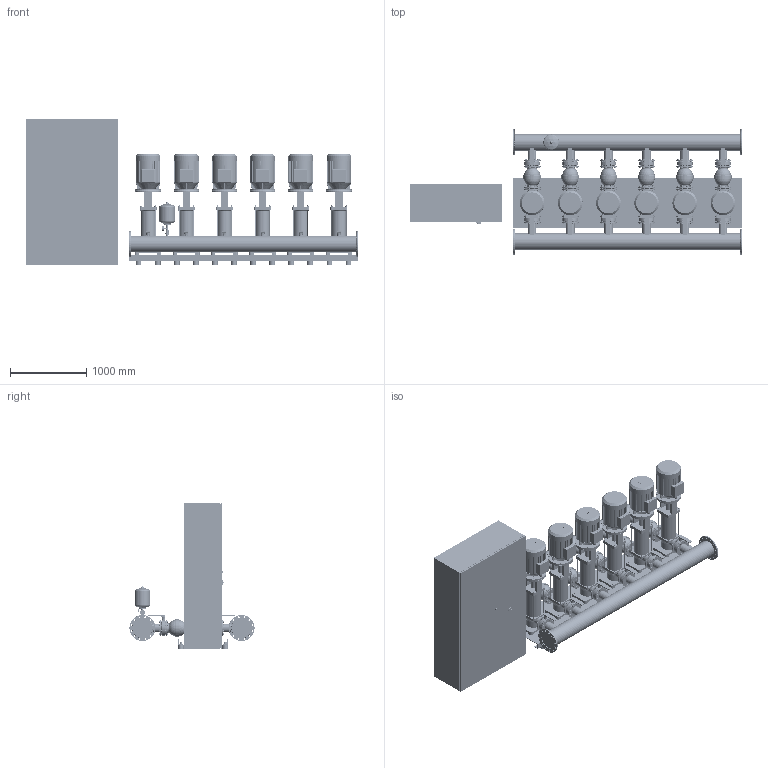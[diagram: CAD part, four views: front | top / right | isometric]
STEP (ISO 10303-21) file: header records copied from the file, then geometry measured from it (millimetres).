
FILE_DESCRIPTION((''),'2;1');
FILE_NAME('3d_COR-6MVI7003_2-2523297.stp','2011-08-30T07:18:44',(''),(''),'Mechanical Desktop 2009','Mechanical Desktop 2009',', , ');
FILE_SCHEMA(('CONFIG_CONTROL_DESIGN'));
Length unit declared in the file: millimetre
Products named in the file (1): Product
Bounding box: 4350 x 1639.55 x 1900 mm (x, y, z)
Volume: 1944001505.7 mm3; surface area: 42173149.4 mm2
Topology: 352 solids, 376 shells, 10317 faces, 24589 edges, 15944 vertices
Faces by surface type: plane 5219, cylinder 2858, bspline 1358, cone 628, torus 180, sphere 74
Full cylindrical faces by diameter (mm): 114.3 x12, 205 x12
Entity records: 320173 total; most frequent: CARTESIAN_POINT 77021, DIRECTION 50993, ORIENTED_EDGE 49034, EDGE_CURVE 24517, AXIS2_PLACEMENT_3D 17818, VERTEX_POINT 15926, VECTOR 15357, LINE 15357
